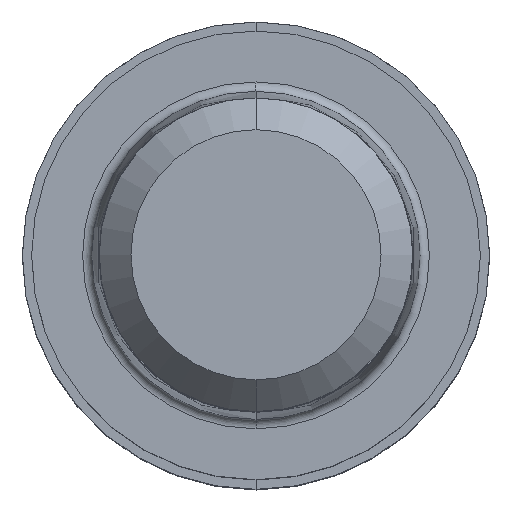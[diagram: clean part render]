
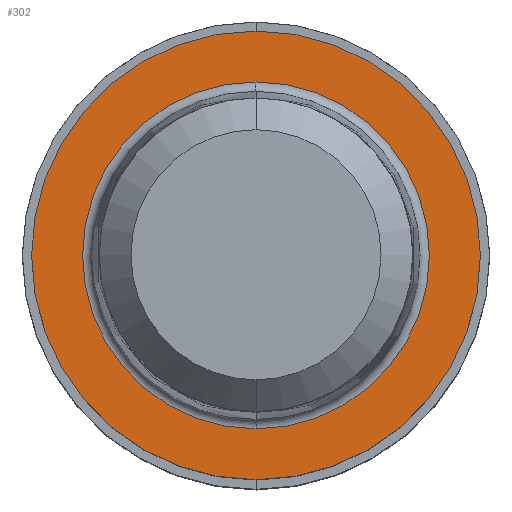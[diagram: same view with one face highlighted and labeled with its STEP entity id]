
A CAD part, top view. The second image highlights one B-rep face of the part: STEP entity #302.
In plain terms, the highlighted planar face has unit normal (0, 0, 1).
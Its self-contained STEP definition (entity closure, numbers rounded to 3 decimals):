
#166=VERTEX_POINT('',#440);
#218=VERTEX_POINT('',#496);
#248=VERTEX_POINT('',#530);
#264=EDGE_CURVE('',#248,#218,#549,.T.);
#288=VERTEX_POINT('',#577);
#302=ADVANCED_FACE('',(#592,#593),#594,.T.);
#318=EDGE_CURVE('',#218,#248,#614,.T.);
#382=EDGE_CURVE('',#288,#166,#686,.T.);
#386=EDGE_CURVE('',#166,#288,#691,.T.);
#440=CARTESIAN_POINT('',(0.0,9.275,0.01));
#496=CARTESIAN_POINT('',(0.0,12.0,0.01));
#530=CARTESIAN_POINT('',(0.,-12.0,0.01));
#549=CIRCLE('',#880,12.0);
#577=CARTESIAN_POINT('',(0.,-9.275,0.01));
#592=FACE_OUTER_BOUND('',#933,.T.);
#593=FACE_BOUND('',#934,.T.);
#594=PLANE('',#935);
#614=CIRCLE('',#959,12.0);
#686=CIRCLE('',#1057,9.275);
#691=CIRCLE('',#1063,9.275);
#880=AXIS2_PLACEMENT_3D('',#1231,#1232,#1233);
#933=EDGE_LOOP('',(#1293,#1294));
#934=EDGE_LOOP('',(#1295,#1296));
#935=AXIS2_PLACEMENT_3D('',#1297,#1298,#1299);
#959=AXIS2_PLACEMENT_3D('',#1332,#1333,#1334);
#1057=AXIS2_PLACEMENT_3D('',#1416,#1417,#1418);
#1063=AXIS2_PLACEMENT_3D('',#1427,#1428,#1429);
#1231=CARTESIAN_POINT('',(0.0,0.0,0.01));
#1232=DIRECTION('',(0.0,0.0,-1.0));
#1233=DIRECTION('',(0.0,1.0,0.0));
#1293=ORIENTED_EDGE('',*,*,#318,.F.);
#1294=ORIENTED_EDGE('',*,*,#264,.F.);
#1295=ORIENTED_EDGE('',*,*,#386,.T.);
#1296=ORIENTED_EDGE('',*,*,#382,.T.);
#1297=CARTESIAN_POINT('',(0.0,6.0,0.01));
#1298=DIRECTION('',(-0.0,0.0,1.0));
#1299=DIRECTION('',(0.0,-1.0,0.0));
#1332=CARTESIAN_POINT('',(0.0,0.0,0.01));
#1333=DIRECTION('',(0.0,0.0,-1.0));
#1334=DIRECTION('',(0.0,1.0,0.0));
#1416=CARTESIAN_POINT('',(0.0,0.0,0.01));
#1417=DIRECTION('',(0.0,0.0,-1.0));
#1418=DIRECTION('',(0.0,1.0,0.0));
#1427=CARTESIAN_POINT('',(0.0,0.0,0.01));
#1428=DIRECTION('',(0.0,0.0,-1.0));
#1429=DIRECTION('',(0.0,1.0,0.0));
